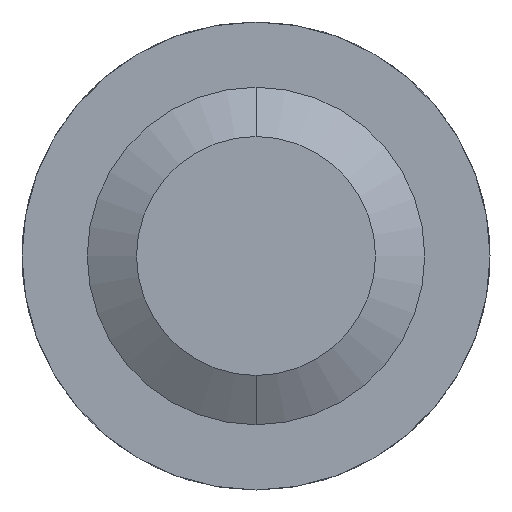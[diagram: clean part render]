
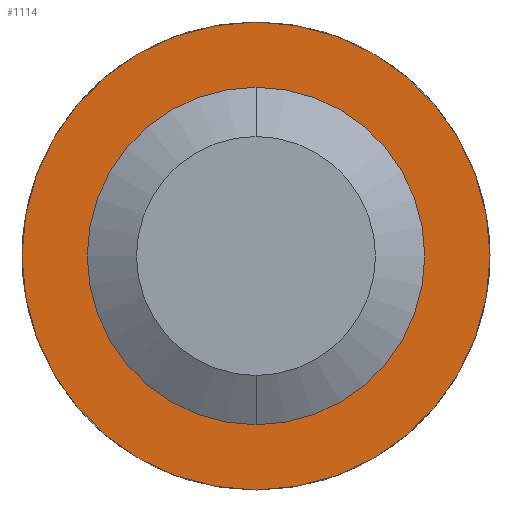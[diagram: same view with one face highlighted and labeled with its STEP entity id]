
A CAD part, front view. The second image highlights one B-rep face of the part: STEP entity #1114.
In plain terms, the highlighted planar face has unit normal (0, -1, 0).
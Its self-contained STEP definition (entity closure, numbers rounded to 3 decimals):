
#33 = DIRECTION ( 'NONE',  ( 0., 1., 0. ) ) ;
#226 = DIRECTION ( 'NONE',  ( 0., 0., 1. ) ) ;
#252 = VERTEX_POINT ( 'NONE', #1381 ) ;
#279 = AXIS2_PLACEMENT_3D ( 'NONE', #1607, #3173, #1868 ) ;
#375 = EDGE_LOOP ( 'NONE', ( #2724, #2381 ) ) ;
#458 = AXIS2_PLACEMENT_3D ( 'NONE', #2370, #1058, #226 ) ;
#581 = CIRCLE ( 'NONE', #1238, 0.685 ) ;
#755 = VERTEX_POINT ( 'NONE', #2710 ) ;
#759 = CIRCLE ( 'NONE', #279, 0.95 ) ;
#768 = DIRECTION ( 'NONE',  ( 0., 0., 1. ) ) ;
#815 = CARTESIAN_POINT ( 'NONE',  ( 0., -2.5, 0. ) ) ;
#907 = CARTESIAN_POINT ( 'NONE',  ( 0., -2.5, 0.685 ) ) ;
#958 = DIRECTION ( 'NONE',  ( 0., 1., 0. ) ) ;
#1058 = DIRECTION ( 'NONE',  ( 0., 1., 0. ) ) ;
#1084 = CARTESIAN_POINT ( 'NONE',  ( 0., -2.5, 0. ) ) ;
#1114 = ADVANCED_FACE ( 'Defeature ausgef�hrt1_5', ( #1613, #1276 ), #1494, .F. ) ;
#1164 = EDGE_LOOP ( 'NONE', ( #1832, #3310 ) ) ;
#1238 = AXIS2_PLACEMENT_3D ( 'NONE', #815, #33, #3212 ) ;
#1247 = DIRECTION ( 'NONE',  ( 0., 0., 1. ) ) ;
#1276 = FACE_BOUND ( 'NONE', #1164, .T. ) ;
#1286 = EDGE_CURVE ( 'Defeature ausgef�hrt1_4+Defeature ausgef�hrt1_5+Defeature ausgef�hrt1_5+Defeature ausgef�hrt1_5', #755, #2984, #759, .T. ) ;
#1336 = EDGE_CURVE ( 'Defeature ausgef�hrt1_5+Defeature ausgef�hrt1_6+Defeature ausgef�hrt1_6+Defeature ausgef�hrt1_6', #252, #2195, #2434, .T. ) ;
#1378 = EDGE_CURVE ( 'Defeature ausgef�hrt1_4+Defeature ausgef�hrt1_5+Defeature ausgef�hrt1_5+Defeature ausgef�hrt1_5', #2984, #755, #2307, .T. ) ;
#1381 = CARTESIAN_POINT ( 'NONE',  ( 0., -2.5, -0.685 ) ) ;
#1494 = PLANE ( 'NONE',  #2899 ) ;
#1597 = DIRECTION ( 'NONE',  ( 0., 1., 0. ) ) ;
#1607 = CARTESIAN_POINT ( 'NONE',  ( 0., -2.5, 0. ) ) ;
#1613 = FACE_OUTER_BOUND ( 'NONE', #375, .T. ) ;
#1832 = ORIENTED_EDGE ( 'NONE', *, *, #3460, .T. ) ;
#1868 = DIRECTION ( 'NONE',  ( 0., 0., 1. ) ) ;
#2166 = AXIS2_PLACEMENT_3D ( 'NONE', #1084, #1597, #768 ) ;
#2195 = VERTEX_POINT ( 'NONE', #907 ) ;
#2307 = CIRCLE ( 'NONE', #2166, 0.95 ) ;
#2309 = CARTESIAN_POINT ( 'NONE',  ( 0.95, -2.5, 0. ) ) ;
#2370 = CARTESIAN_POINT ( 'NONE',  ( 0., -2.5, 0. ) ) ;
#2381 = ORIENTED_EDGE ( 'NONE', *, *, #1378, .F. ) ;
#2434 = CIRCLE ( 'NONE', #458, 0.685 ) ;
#2710 = CARTESIAN_POINT ( 'NONE',  ( 0., -2.5, 0.95 ) ) ;
#2724 = ORIENTED_EDGE ( 'NONE', *, *, #1286, .F. ) ;
#2899 = AXIS2_PLACEMENT_3D ( 'NONE', #2309, #958, #1247 ) ;
#2961 = CARTESIAN_POINT ( 'NONE',  ( 0., -2.5, -0.95 ) ) ;
#2984 = VERTEX_POINT ( 'NONE', #2961 ) ;
#3173 = DIRECTION ( 'NONE',  ( 0., 1., 0. ) ) ;
#3212 = DIRECTION ( 'NONE',  ( 0., 0., 1. ) ) ;
#3310 = ORIENTED_EDGE ( 'NONE', *, *, #1336, .T. ) ;
#3460 = EDGE_CURVE ( 'Defeature ausgef�hrt1_5+Defeature ausgef�hrt1_6+Defeature ausgef�hrt1_6+Defeature ausgef�hrt1_6', #2195, #252, #581, .T. ) ;
